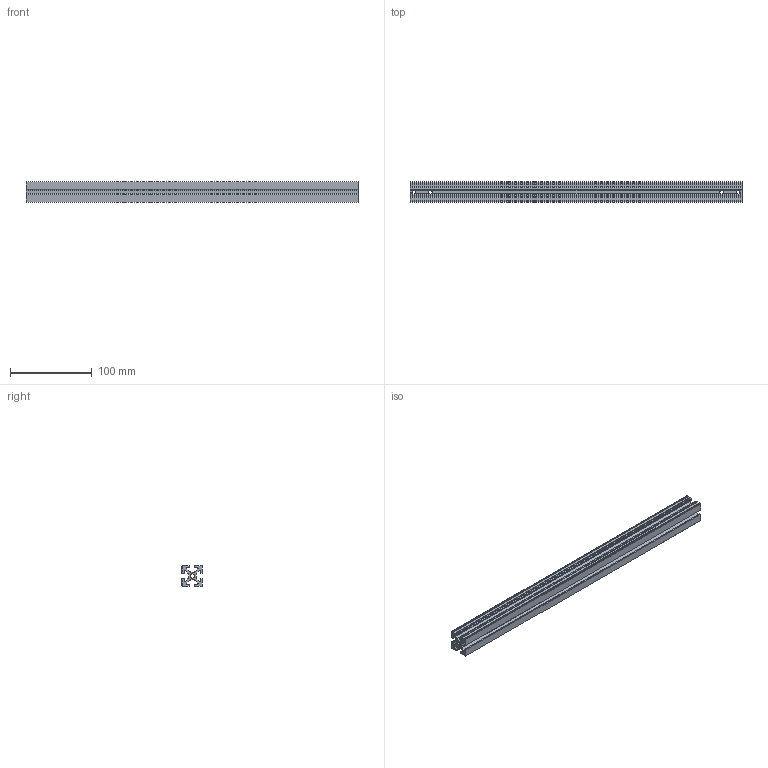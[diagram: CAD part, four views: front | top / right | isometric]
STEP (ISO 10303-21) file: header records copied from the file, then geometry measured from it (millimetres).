
FILE_DESCRIPTION(/* description */ ('STEP AP203'),/* implementation_level */ '2;1');
FILE_NAME(/* name */ 'T_Slot_12.stp',/* time_stamp */ '2017-03-09T18:05:17-05:00',/* author */ ('stevy'),/* organization */ (''),/* preprocessor_version */ 'ST-DEVELOPER v16.1',/* originating_system */ 'Autodesk Inventor 2016',/* authorisation */ '');
FILE_SCHEMA (('AUTOMOTIVE_DESIGN { 1 0 10303 214 3 1 1 }'));
Length unit declared in the file: inch
Products named in the file (1): T_Slot_12
Bounding box: 406.4 x 24.7 x 25.4 mm (x, y, z)
Volume: 127090.2 mm3; surface area: 88097.1 mm2
Topology: 1 solids, 1 shells, 113 faces, 369 edges, 246 vertices
Faces by surface type: plane 58, cylinder 55
Full cylindrical faces by diameter (mm): 4.826 x8, 5.207 x1
Entity records: 4414 total; most frequent: CARTESIAN_POINT 1220, ORIENTED_EDGE 680, DIRECTION 654, EDGE_CURVE 340, VERTEX_POINT 230, AXIS2_PLACEMENT_3D 224, LINE 206, VECTOR 206
